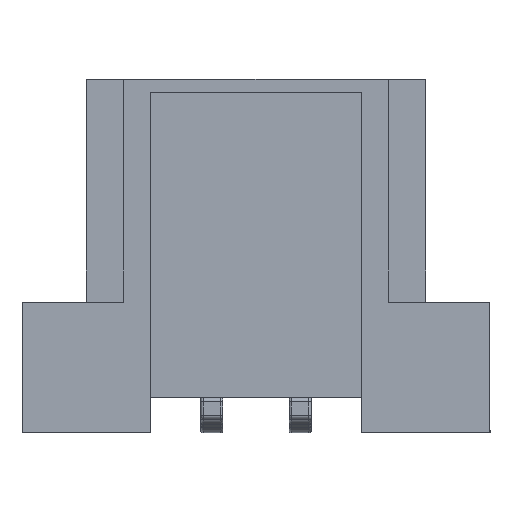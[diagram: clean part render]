
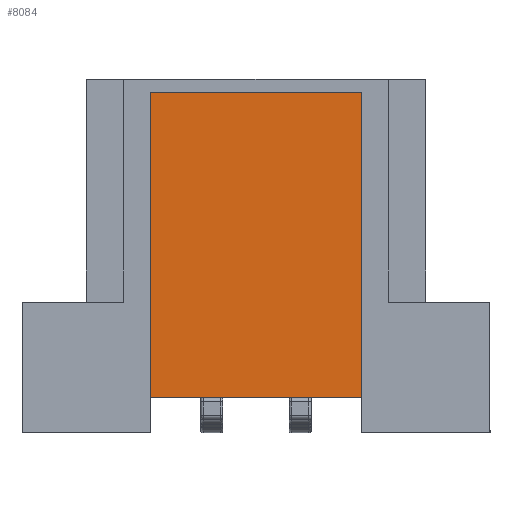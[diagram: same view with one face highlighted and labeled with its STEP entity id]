
A CAD part, front view. The second image highlights one B-rep face of the part: STEP entity #8084.
In plain terms, the highlighted planar face has unit normal (0, -1, 0).
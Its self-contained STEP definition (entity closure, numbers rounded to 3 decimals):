
#17 = VERTEX_POINT ( 'NONE', #22180 ) ;
#1380 = CARTESIAN_POINT ( 'NONE',  ( 3.4, -3.3, 7.71 ) ) ;
#2796 = CARTESIAN_POINT ( 'NONE',  ( 3.4, -3.3, 7.71 ) ) ;
#3940 = VERTEX_POINT ( 'NONE', #3986 ) ;
#3986 = CARTESIAN_POINT ( 'NONE',  ( -1.4, -3.3, 7.71 ) ) ;
#4684 = DIRECTION ( 'NONE',  ( 0., 1., 0. ) ) ;
#5486 = LINE ( 'NONE', #14442, #10116 ) ;
#6735 = LINE ( 'NONE', #22374, #15334 ) ;
#6758 = EDGE_CURVE ( 'NONE', #19832, #17, #20172, .T. ) ;
#7134 = FACE_OUTER_BOUND ( 'NONE', #14191, .T. ) ;
#7971 = ORIENTED_EDGE ( 'NONE', *, *, #12459, .F. ) ;
#8084 = ADVANCED_FACE ( 'NONE', ( #7134 ), #13743, .F. ) ;
#8919 = CARTESIAN_POINT ( 'NONE',  ( 3.4, -3.3, 0.81 ) ) ;
#10086 = DIRECTION ( 'NONE',  ( 0., 0., -1. ) ) ;
#10116 = VECTOR ( 'NONE', #12515, 1000. ) ;
#11665 = DIRECTION ( 'NONE',  ( 0., 0., 1. ) ) ;
#12459 = EDGE_CURVE ( 'NONE', #3940, #22658, #5486, .T. ) ;
#12515 = DIRECTION ( 'NONE',  ( 1., 0., 0. ) ) ;
#12717 = ORIENTED_EDGE ( 'NONE', *, *, #13118, .T. ) ;
#13118 = EDGE_CURVE ( 'NONE', #3940, #17, #6735, .T. ) ;
#13743 = PLANE ( 'NONE',  #25389 ) ;
#13900 = CARTESIAN_POINT ( 'NONE',  ( 3.4, -3.3, 0.81 ) ) ;
#14064 = ORIENTED_EDGE ( 'NONE', *, *, #14832, .F. ) ;
#14191 = EDGE_LOOP ( 'NONE', ( #20617, #14064, #7971, #12717 ) ) ;
#14442 = CARTESIAN_POINT ( 'NONE',  ( 3.4, -3.3, 7.71 ) ) ;
#14832 = EDGE_CURVE ( 'NONE', #22658, #19832, #21208, .T. ) ;
#15334 = VECTOR ( 'NONE', #20467, 1000. ) ;
#16949 = CARTESIAN_POINT ( 'NONE',  ( 3.4, -3.3, 7.71 ) ) ;
#19832 = VERTEX_POINT ( 'NONE', #13900 ) ;
#20172 = LINE ( 'NONE', #8919, #27608 ) ;
#20467 = DIRECTION ( 'NONE',  ( 0., 0., -1. ) ) ;
#20617 = ORIENTED_EDGE ( 'NONE', *, *, #6758, .F. ) ;
#21208 = LINE ( 'NONE', #1380, #23307 ) ;
#22180 = CARTESIAN_POINT ( 'NONE',  ( -1.4, -3.3, 0.81 ) ) ;
#22374 = CARTESIAN_POINT ( 'NONE',  ( -1.4, -3.3, 7.71 ) ) ;
#22658 = VERTEX_POINT ( 'NONE', #16949 ) ;
#23307 = VECTOR ( 'NONE', #10086, 1000. ) ;
#25389 = AXIS2_PLACEMENT_3D ( 'NONE', #2796, #4684, #11665 ) ;
#26605 = DIRECTION ( 'NONE',  ( -1., 0., 0. ) ) ;
#27608 = VECTOR ( 'NONE', #26605, 1000. ) ;
